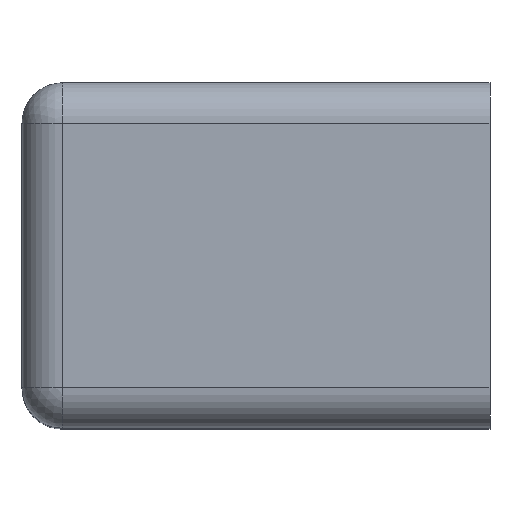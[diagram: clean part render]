
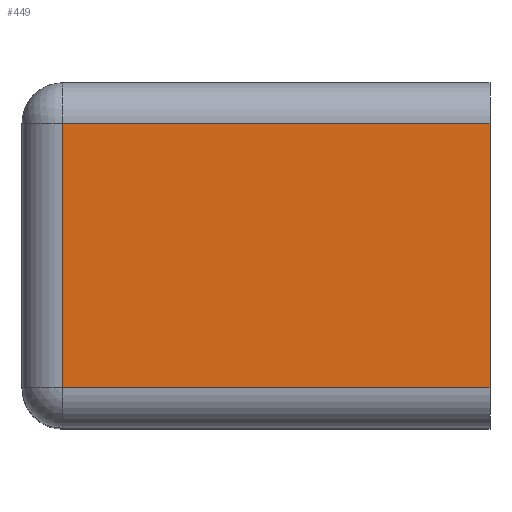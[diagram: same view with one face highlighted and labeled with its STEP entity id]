
A CAD part, top view. The second image highlights one B-rep face of the part: STEP entity #449.
In plain terms, the highlighted planar face has unit normal (0, 0, 1).
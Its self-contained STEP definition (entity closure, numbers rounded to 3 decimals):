
#71=FACE_OUTER_BOUND('',#101,.T.);
#101=EDGE_LOOP('',(#399,#400,#401,#402));
#115=LINE('',#680,#159);
#122=LINE('',#710,#166);
#130=LINE('',#732,#174);
#134=LINE('',#739,#178);
#159=VECTOR('',#545,10.);
#166=VECTOR('',#578,10.);
#174=VECTOR('',#604,10.);
#178=VECTOR('',#614,10.);
#201=VERTEX_POINT('',#673);
#203=VERTEX_POINT('',#678);
#209=VERTEX_POINT('',#699);
#212=VERTEX_POINT('',#706);
#243=EDGE_CURVE('',#203,#201,#115,.T.);
#258=EDGE_CURVE('',#209,#212,#122,.T.);
#270=EDGE_CURVE('',#201,#209,#130,.T.);
#274=EDGE_CURVE('',#212,#203,#134,.T.);
#399=ORIENTED_EDGE('',*,*,#243,.F.);
#400=ORIENTED_EDGE('',*,*,#274,.F.);
#401=ORIENTED_EDGE('',*,*,#258,.F.);
#402=ORIENTED_EDGE('',*,*,#270,.F.);
#421=PLANE('',#507);
#449=ADVANCED_FACE('',(#71),#421,.T.);
#507=AXIS2_PLACEMENT_3D('',#766,#639,#640);
#545=DIRECTION('',(-1.,0.,0.));
#578=DIRECTION('',(1.,0.,0.));
#604=DIRECTION('',(0.,1.,0.));
#614=DIRECTION('',(0.,-1.,0.));
#639=DIRECTION('center_axis',(0.,0.,
1.));
#640=DIRECTION('ref_axis',(0.,-1.,0.));
#673=CARTESIAN_POINT('',(-109.863,-8.484,461.386));
#678=CARTESIAN_POINT('',(-83.363,-8.484,461.386));
#680=CARTESIAN_POINT('',(-108.363,-8.484,461.386));
#699=CARTESIAN_POINT('',(-109.863,7.916,461.386));
#706=CARTESIAN_POINT('',(-83.363,7.916,461.386));
#710=CARTESIAN_POINT('',(-108.363,7.916,461.386));
#732=CARTESIAN_POINT('',(-109.863,5.066,461.386));
#739=CARTESIAN_POINT('',(-83.363,-10.984,461.386));
#766=CARTESIAN_POINT('Origin',(-108.363,10.416,461.386));
